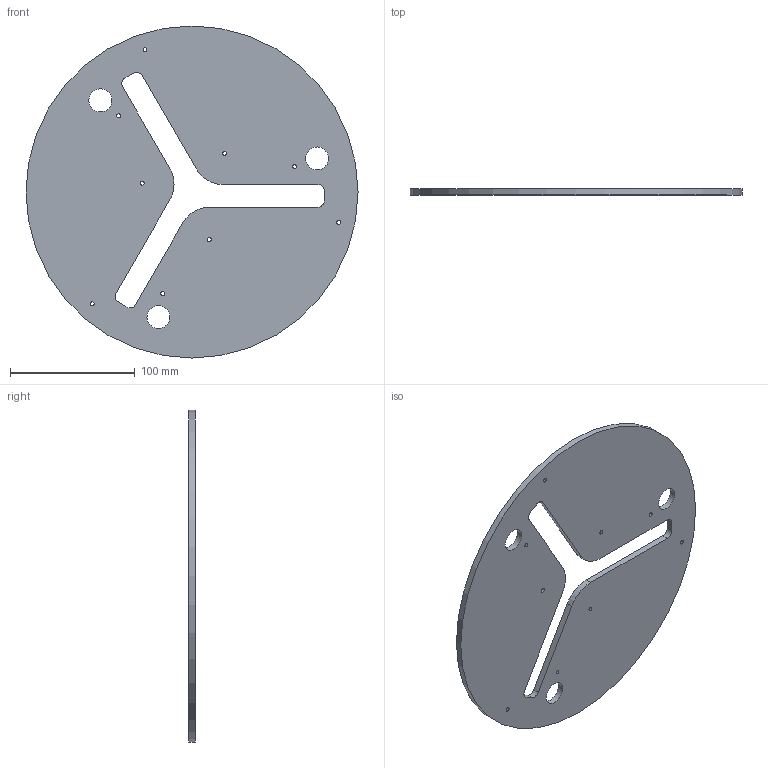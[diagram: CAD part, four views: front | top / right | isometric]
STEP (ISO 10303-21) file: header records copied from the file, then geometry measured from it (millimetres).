
FILE_DESCRIPTION(/* description */ (''),/* implementation_level */ '2;1');
FILE_NAME(/* name */ 'aaebbbe7-fed0-4932-ae34-fe3e8191298d.stp',/* time_stamp */ '2019-02-17T14:23:33+01:00',/* author */ ('johan.link.email'),/* organization */ (''),/* preprocessor_version */ 'ST-DEVELOPER v17.2',/* originating_system */ 'Autodesk Translation Framework v7.6.0.251',/* authorisation */ '');
FILE_SCHEMA (('AUTOMOTIVE_DESIGN { 1 0 10303 214 3 1 1 }'));
Length unit declared in the file: millimetre
Products named in the file (1): base
Bounding box: 266.3 x 5 x 266.3 mm (x, y, z)
Volume: 244938.4 mm3; surface area: 106965.1 mm2
Topology: 1 solids, 1 shells, 51 faces, 126 edges, 86 vertices
Faces by surface type: cylinder 31, plane 20
Full cylindrical faces by diameter (mm): 3.2 x9, 5.5 x9, 18.5 x3, 266.3 x1
Entity records: 1665 total; most frequent: DIRECTION 298, CARTESIAN_POINT 264, ORIENTED_EDGE 252, EDGE_CURVE 126, AXIS2_PLACEMENT_3D 120, EDGE_LOOP 86, VERTEX_POINT 86, CIRCLE 68
